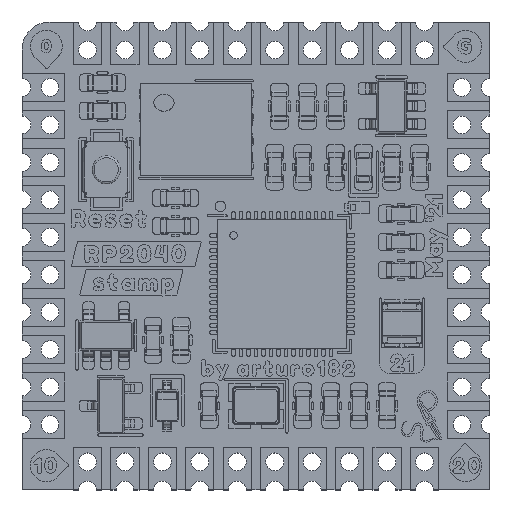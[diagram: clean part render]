
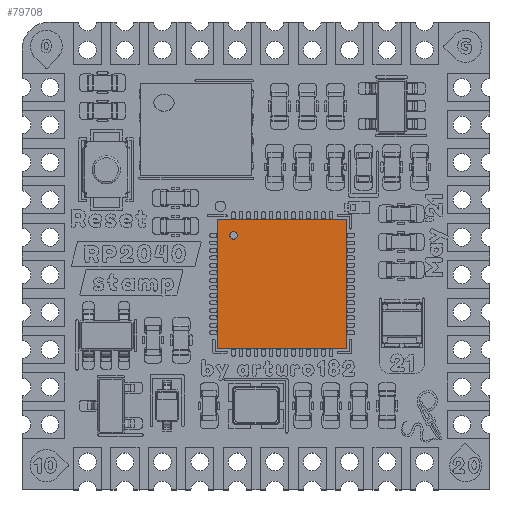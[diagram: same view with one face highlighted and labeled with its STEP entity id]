
A CAD part, top view. The second image highlights one B-rep face of the part: STEP entity #79708.
In plain terms, the highlighted planar face has unit normal (0, 0, 1).
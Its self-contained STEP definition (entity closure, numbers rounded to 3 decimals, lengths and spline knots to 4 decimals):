
#1715=CIRCLE('',#83263,0.2);
#3740=FACE_BOUND('',#7488,.T.);
#4282=FACE_OUTER_BOUND('',#7487,.T.);
#7487=EDGE_LOOP('',(#56578,#56579,#56580,#56581));
#7488=EDGE_LOOP('',(#56582));
#11118=LINE('',#110211,#21804);
#11206=LINE('',#110357,#21892);
#11459=LINE('',#110864,#22145);
#11503=LINE('',#110937,#22189);
#21804=VECTOR('',#88661,1.);
#21892=VECTOR('',#88751,1.);
#22145=VECTOR('',#89174,1.);
#22189=VECTOR('',#89220,1.);
#32485=VERTEX_POINT('',#110209);
#32486=VERTEX_POINT('',#110210);
#32543=VERTEX_POINT('',#110355);
#32712=VERTEX_POINT('',#110863);
#32937=VERTEX_POINT('',#111513);
#42653=EDGE_CURVE('',#32485,#32486,#11118,.T.);
#42741=EDGE_CURVE('',#32485,#32543,#11206,.T.);
#42994=EDGE_CURVE('',#32486,#32712,#11459,.T.);
#43038=EDGE_CURVE('',#32543,#32712,#11503,.T.);
#43333=EDGE_CURVE('',#32937,#32937,#1715,.T.);
#56578=ORIENTED_EDGE('',*,*,#42653,.F.);
#56579=ORIENTED_EDGE('',*,*,#42741,.T.);
#56580=ORIENTED_EDGE('',*,*,#43038,.T.);
#56581=ORIENTED_EDGE('',*,*,#42994,.F.);
#56582=ORIENTED_EDGE('',*,*,#43333,.T.);
#75656=PLANE('',#83262);
#79708=ADVANCED_FACE('',(#4282,#3740),#75656,.T.);
#83262=AXIS2_PLACEMENT_3D('',#111512,#89683,#89684);
#83263=AXIS2_PLACEMENT_3D('',#111514,#89685,#89686);
#88661=DIRECTION('',(1.,0.,0.));
#88751=DIRECTION('',(0.,-1.,0.));
#89174=DIRECTION('',(0.,-1.,0.));
#89220=DIRECTION('',(1.,0.,0.));
#89683=DIRECTION('center_axis',(0.,0.,1.));
#89684=DIRECTION('ref_axis',(0.,-1.,0.));
#89685=DIRECTION('center_axis',(0.,0.,-1.));
#89686=DIRECTION('ref_axis',(0.,-1.,0.));
#110209=CARTESIAN_POINT('',(-3.45,3.45,1.1));
#110210=CARTESIAN_POINT('',(3.45,3.45,1.1));
#110211=CARTESIAN_POINT('',(-3.45,3.45,1.1));
#110355=CARTESIAN_POINT('',(-3.45,-3.45,1.1));
#110357=CARTESIAN_POINT('',(-3.45,3.45,1.1));
#110863=CARTESIAN_POINT('',(3.45,-3.45,1.1));
#110864=CARTESIAN_POINT('',(3.45,3.45,1.1));
#110937=CARTESIAN_POINT('',(-3.45,-3.45,1.1));
#111512=CARTESIAN_POINT('Origin',(-3.45,3.45,1.1));
#111513=CARTESIAN_POINT('',(-2.6,2.8,1.1));
#111514=CARTESIAN_POINT('Origin',(-2.6,2.6,1.1));
